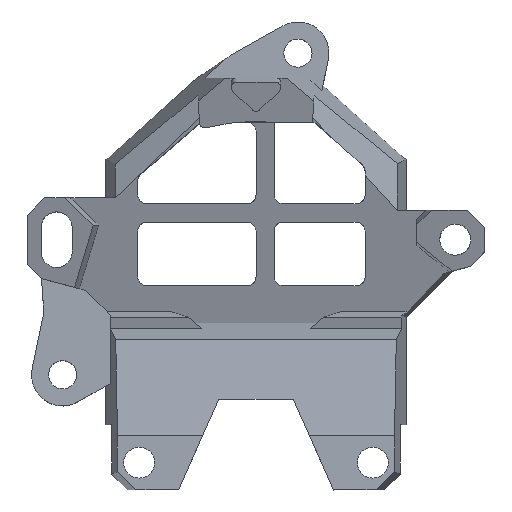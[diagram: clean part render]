
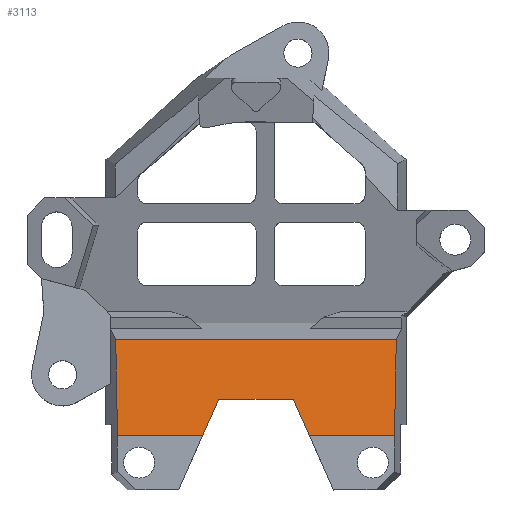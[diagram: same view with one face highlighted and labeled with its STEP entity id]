
A CAD part, top view. The second image highlights one B-rep face of the part: STEP entity #3113.
In plain terms, the highlighted planar face has unit normal (0, 0.131, 0.991).
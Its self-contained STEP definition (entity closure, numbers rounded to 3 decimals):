
#239=FACE_OUTER_BOUND('',#413,.T.);
#413=EDGE_LOOP('',(#2788,#2789,#2790,#2791,#2792,#2793,#2794,#2795));
#679=LINE('',#4863,#1045);
#687=LINE('',#4880,#1053);
#693=LINE('',#4891,#1059);
#698=LINE('',#4901,#1064);
#703=LINE('',#4912,#1069);
#777=LINE('',#5076,#1143);
#779=LINE('',#5079,#1145);
#780=LINE('',#5081,#1146);
#1045=VECTOR('',#3942,10.);
#1053=VECTOR('',#3956,10.);
#1059=VECTOR('',#3964,10.);
#1064=VECTOR('',#3971,10.);
#1069=VECTOR('',#3980,10.);
#1143=VECTOR('',#4158,10.);
#1145=VECTOR('',#4162,10.);
#1146=VECTOR('',#4165,10.);
#1444=VERTEX_POINT('',#4860);
#1445=VERTEX_POINT('',#4862);
#1450=VERTEX_POINT('',#4877);
#1451=VERTEX_POINT('',#4879);
#1455=VERTEX_POINT('',#4889);
#1459=VERTEX_POINT('',#4899);
#1463=VERTEX_POINT('',#4911);
#1501=VERTEX_POINT('',#5075);
#1829=EDGE_CURVE('',#1445,#1444,#679,.T.);
#1837=EDGE_CURVE('',#1451,#1450,#687,.T.);
#1843=EDGE_CURVE('',#1450,#1455,#693,.T.);
#1848=EDGE_CURVE('',#1455,#1459,#698,.T.);
#1853=EDGE_CURVE('',#1445,#1463,#703,.T.);
#1936=EDGE_CURVE('',#1501,#1463,#777,.T.);
#1938=EDGE_CURVE('',#1459,#1501,#779,.F.);
#1939=EDGE_CURVE('',#1444,#1451,#780,.F.);
#2788=ORIENTED_EDGE('',*,*,#1837,.T.);
#2789=ORIENTED_EDGE('',*,*,#1843,.T.);
#2790=ORIENTED_EDGE('',*,*,#1848,.T.);
#2791=ORIENTED_EDGE('',*,*,#1938,.T.);
#2792=ORIENTED_EDGE('',*,*,#1936,.T.);
#2793=ORIENTED_EDGE('',*,*,#1853,.F.);
#2794=ORIENTED_EDGE('',*,*,#1829,.T.);
#2795=ORIENTED_EDGE('',*,*,#1939,.T.);
#2964=PLANE('',#3358);
#3113=ADVANCED_FACE('',(#239),#2964,.T.);
#3358=AXIS2_PLACEMENT_3D('',#5080,#4163,#4164);
#3942=DIRECTION('',(0.018,-0.991,0.131));
#3956=DIRECTION('',(0.4,0.909,-0.12));
#3964=DIRECTION('',(1.,0.,0.));
#3971=DIRECTION('',(0.4,-0.909,0.12));
#3980=DIRECTION('',(1.,0.,0.));
#4158=DIRECTION('',(0.018,0.991,-0.131));
#4162=DIRECTION('',(-1.,0.,0.));
#4163=DIRECTION('center_axis',(0.,0.131,0.991));
#4164=DIRECTION('ref_axis',(0.,-0.991,0.131));
#4165=DIRECTION('',(-1.,0.,0.));
#4860=CARTESIAN_POINT('',(-15.235,-14.532,4.8));
#4862=CARTESIAN_POINT('',(-15.431,-3.971,3.41));
#4863=CARTESIAN_POINT('',(-15.286,-11.791,4.439));
#4877=CARTESIAN_POINT('',(-4.1,-10.5,4.269));
#4879=CARTESIAN_POINT('',(-5.874,-14.532,4.8));
#4880=CARTESIAN_POINT('',(-3.759,-9.725,4.167));
#4889=CARTESIAN_POINT('',(4.1,-10.5,4.269));
#4891=CARTESIAN_POINT('',(-6.2,-10.5,4.269));
#4899=CARTESIAN_POINT('',(5.874,-14.532,4.8));
#4901=CARTESIAN_POINT('',(3.289,-8.658,4.027));
#4911=CARTESIAN_POINT('',(15.431,-3.971,3.41));
#4912=CARTESIAN_POINT('',(-16.5,-3.971,3.41));
#5075=CARTESIAN_POINT('',(15.235,-14.532,4.8));
#5076=CARTESIAN_POINT('',(15.453,-2.756,3.25));
#5079=CARTESIAN_POINT('',(-16.5,-14.532,4.8));
#5080=CARTESIAN_POINT('Origin',(-16.5,-3.843,3.393));
#5081=CARTESIAN_POINT('',(-16.5,-14.532,4.8));
